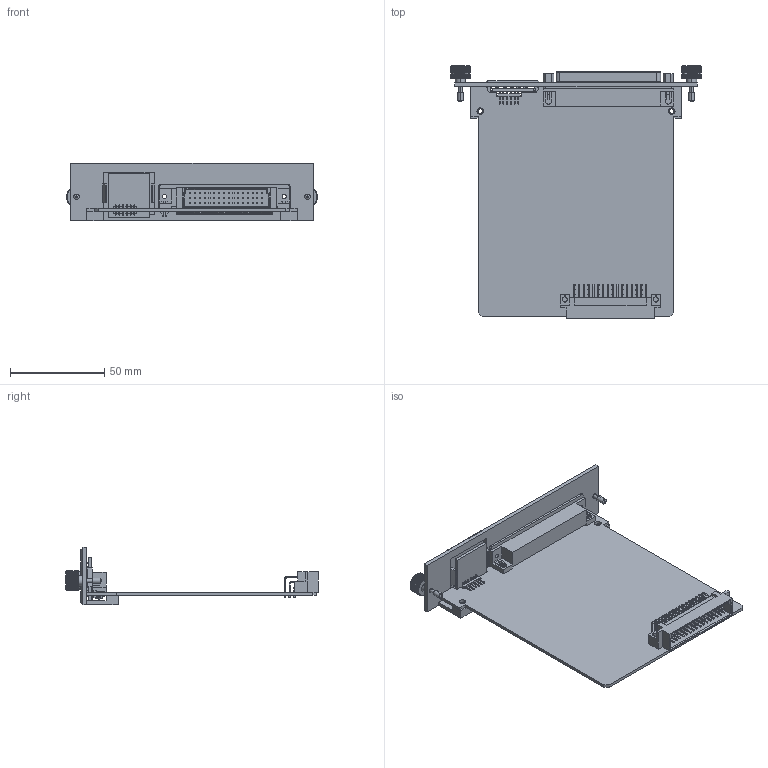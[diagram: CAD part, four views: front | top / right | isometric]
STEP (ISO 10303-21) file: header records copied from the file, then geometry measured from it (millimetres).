
FILE_DESCRIPTION (( 'STEP AP203' ), '1' );
FILE_NAME ('IO_D-Sub 37pin_鋁擠_鐵深灰.STEP', '2023-12-20T01:10:18', ( 'Windows 使用者' ), ( '' ), 'SwSTEP 2.0', 'SolidWorks 2020', '' );
FILE_SCHEMA (( 'CONFIG_CONTROL_DESIGN' ));
Length unit declared in the file: millimetre
Products named in the file (10): M3手轉; 8K LED_32; IO D-Sub 37pin_PCB_3U; IO_D-Sub 37pin_鋁擠_鐵深灰; 32 LED display; 4SI91K0000070_DB37_鋁擠_鐵深灰; DB37_M_90D_DIP; Molex-48pin-90D; 9K遮光板; 2x6pin_2.00mm_SMD
Assembly tree (10 placements, depth 3):
  IO_D-Sub 37pin_鋁擠_鐵深灰
    IO D-Sub 37pin_PCB_3U
    Molex-48pin-90D
    8K LED_32
      32 LED display
      2x6pin_2.00mm_SMD
    M3手轉  x2
    DB37_M_90D_DIP
    4SI91K0000070_DB37_鋁擠_鐵深灰
    9K遮光板
Bounding box: 133.05 x 133.95 x 30.3 mm (x, y, z)
Volume: 40796.3 mm3; surface area: 50031.6 mm2
Topology: 9 solids, 9 shells, 2670 faces, 6611 edges, 4204 vertices
Faces by surface type: plane 1974, cylinder 626, torus 38, sphere 18, cone 14
Entity records: 72490 total; most frequent: CARTESIAN_POINT 12591, DIRECTION 12398, ORIENTED_EDGE 11938, EDGE_CURVE 5969, VECTOR 4252, LINE 4252, AXIS2_PLACEMENT_3D 4073, VERTEX_POINT 3786
